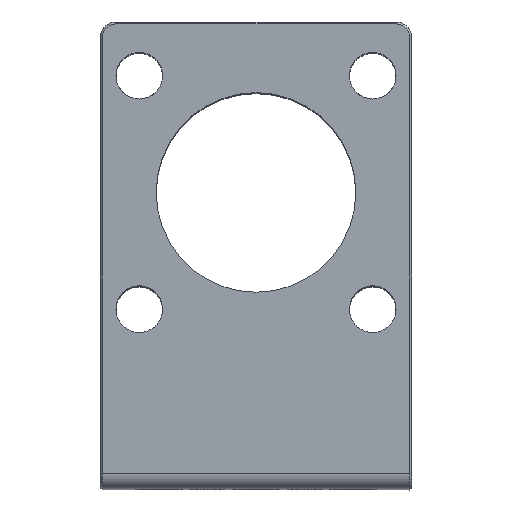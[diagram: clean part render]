
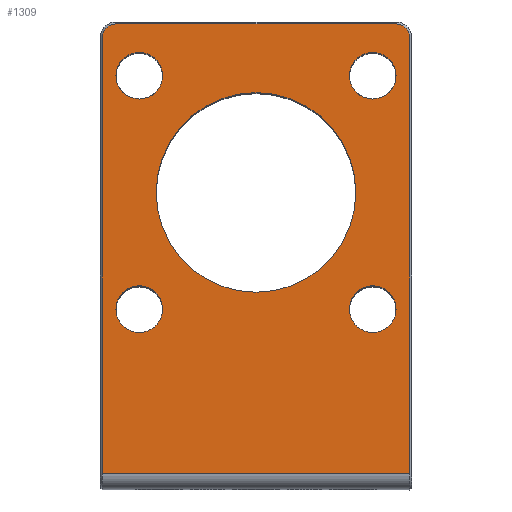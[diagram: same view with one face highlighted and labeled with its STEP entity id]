
A CAD part, top view. The second image highlights one B-rep face of the part: STEP entity #1309.
In plain terms, the highlighted planar face has unit normal (0, 0, 1).
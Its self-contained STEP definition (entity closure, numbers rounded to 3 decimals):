
#53 = LINE ( 'NONE', #1203, #3974 ) ;
#151 = VERTEX_POINT ( 'NONE', #2521 ) ;
#399 = VERTEX_POINT ( 'NONE', #6098 ) ;
#401 = DIRECTION ( 'NONE',  ( 1., 0., 0. ) ) ;
#411 = EDGE_CURVE ( 'NONE', #7278, #5690, #2125, .T. ) ;
#438 = DIRECTION ( 'NONE',  ( 0., 1., 0. ) ) ;
#455 = DIRECTION ( 'NONE',  ( 1., 0., 0. ) ) ;
#567 = CARTESIAN_POINT ( 'NONE',  ( -15., 53.1, 40.64 ) ) ;
#599 = CARTESIAN_POINT ( 'NONE',  ( 20., 0., 40.64 ) ) ;
#742 = ORIENTED_EDGE ( 'NONE', *, *, #4564, .F. ) ;
#811 = ORIENTED_EDGE ( 'NONE', *, *, #5799, .F. ) ;
#829 = CIRCLE ( 'NONE', #1816, 3. ) ;
#865 = CIRCLE ( 'NONE', #5168, 1.75 ) ;
#896 = DIRECTION ( 'NONE',  ( -1., 0., 0. ) ) ;
#1016 = CARTESIAN_POINT ( 'NONE',  ( 19.75, 0., 40.64 ) ) ;
#1055 = DIRECTION ( 'NONE',  ( -1., 0., 0. ) ) ;
#1149 = CARTESIAN_POINT ( 'NONE',  ( 12.825, 38.1, 40.64 ) ) ;
#1178 = FACE_BOUND ( 'NONE', #6249, .T. ) ;
#1203 = CARTESIAN_POINT ( 'NONE',  ( 20., 2., 40.64 ) ) ;
#1283 = DIRECTION ( 'NONE',  ( 0., 0., -1. ) ) ;
#1309 = ADVANCED_FACE ( 'NONE', ( #6456, #4675, #7043, #5802, #1178, #3497 ), #5874, .F. ) ;
#1370 = EDGE_CURVE ( 'NONE', #4370, #4370, #2938, .T. ) ;
#1446 = EDGE_CURVE ( 'NONE', #5690, #5808, #865, .T. ) ;
#1457 = VECTOR ( 'NONE', #7416, 1000. ) ;
#1636 = DIRECTION ( 'NONE',  ( 0., 0., -1. ) ) ;
#1755 = DIRECTION ( 'NONE',  ( 1., 0., 0. ) ) ;
#1816 = AXIS2_PLACEMENT_3D ( 'NONE', #6323, #5732, #455 ) ;
#2023 = VERTEX_POINT ( 'NONE', #4953 ) ;
#2071 = CARTESIAN_POINT ( 'NONE',  ( -12., 23.1, 40.64 ) ) ;
#2107 = CARTESIAN_POINT ( 'NONE',  ( 15., 53.1, 40.64 ) ) ;
#2125 = LINE ( 'NONE', #2583, #4176 ) ;
#2137 = VERTEX_POINT ( 'NONE', #6077 ) ;
#2160 = LINE ( 'NONE', #6299, #5717 ) ;
#2228 = CIRCLE ( 'NONE', #2472, 3. ) ;
#2472 = AXIS2_PLACEMENT_3D ( 'NONE', #567, #2827, #1755 ) ;
#2497 = ORIENTED_EDGE ( 'NONE', *, *, #7019, .F. ) ;
#2521 = CARTESIAN_POINT ( 'NONE',  ( 18., 53.1, 40.64 ) ) ;
#2583 = CARTESIAN_POINT ( 'NONE',  ( 20., 59.75, 40.64 ) ) ;
#2651 = DIRECTION ( 'NONE',  ( 0., 0., 1. ) ) ;
#2663 = DIRECTION ( 'NONE',  ( 0., 0., 1. ) ) ;
#2738 = LINE ( 'NONE', #1016, #1457 ) ;
#2745 = AXIS2_PLACEMENT_3D ( 'NONE', #7424, #2663, #4981 ) ;
#2772 = DIRECTION ( 'NONE',  ( 1., 0., 0. ) ) ;
#2793 = CARTESIAN_POINT ( 'NONE',  ( 19.75, 58., 40.64 ) ) ;
#2827 = DIRECTION ( 'NONE',  ( 0., 0., 1. ) ) ;
#2890 = VERTEX_POINT ( 'NONE', #5829 ) ;
#2900 = EDGE_LOOP ( 'NONE', ( #7429 ) ) ;
#2938 = CIRCLE ( 'NONE', #5413, 3. ) ;
#3043 = EDGE_CURVE ( 'NONE', #2890, #7278, #3053, .T. ) ;
#3053 = CIRCLE ( 'NONE', #6145, 1.75 ) ;
#3309 = CIRCLE ( 'NONE', #5048, 3. ) ;
#3489 = DIRECTION ( 'NONE',  ( -1., 0., 0. ) ) ;
#3497 = FACE_OUTER_BOUND ( 'NONE', #4627, .T. ) ;
#3802 = CARTESIAN_POINT ( 'NONE',  ( 18., 58., 40.64 ) ) ;
#3974 = VECTOR ( 'NONE', #3489, 1000. ) ;
#4176 = VECTOR ( 'NONE', #401, 1000. ) ;
#4196 = CARTESIAN_POINT ( 'NONE',  ( -18., 58., 40.64 ) ) ;
#4370 = VERTEX_POINT ( 'NONE', #2071 ) ;
#4423 = DIRECTION ( 'NONE',  ( 0., 0., -1. ) ) ;
#4429 = ORIENTED_EDGE ( 'NONE', *, *, #1446, .F. ) ;
#4515 = ORIENTED_EDGE ( 'NONE', *, *, #6823, .F. ) ;
#4564 = EDGE_CURVE ( 'NONE', #151, #151, #3309, .T. ) ;
#4627 = EDGE_LOOP ( 'NONE', ( #4515, #4429, #6832, #5627, #5331, #2497 ) ) ;
#4675 = FACE_BOUND ( 'NONE', #2900, .T. ) ;
#4701 = EDGE_LOOP ( 'NONE', ( #742 ) ) ;
#4953 = CARTESIAN_POINT ( 'NONE',  ( -12., 53.1, 40.64 ) ) ;
#4981 = DIRECTION ( 'NONE',  ( 1., 0., 0. ) ) ;
#4991 = DIRECTION ( 'NONE',  ( 0., 0., 1. ) ) ;
#5048 = AXIS2_PLACEMENT_3D ( 'NONE', #2107, #4991, #7321 ) ;
#5168 = AXIS2_PLACEMENT_3D ( 'NONE', #3802, #4423, #896 ) ;
#5176 = EDGE_CURVE ( 'NONE', #2023, #2023, #2228, .T. ) ;
#5306 = VERTEX_POINT ( 'NONE', #1149 ) ;
#5331 = ORIENTED_EDGE ( 'NONE', *, *, #6925, .F. ) ;
#5413 = AXIS2_PLACEMENT_3D ( 'NONE', #6332, #2651, #2772 ) ;
#5627 = ORIENTED_EDGE ( 'NONE', *, *, #3043, .F. ) ;
#5690 = VERTEX_POINT ( 'NONE', #7178 ) ;
#5717 = VECTOR ( 'NONE', #438, 1000. ) ;
#5732 = DIRECTION ( 'NONE',  ( 0., 0., 1. ) ) ;
#5799 = EDGE_CURVE ( 'NONE', #7431, #7431, #829, .T. ) ;
#5802 = FACE_BOUND ( 'NONE', #5951, .T. ) ;
#5808 = VERTEX_POINT ( 'NONE', #2793 ) ;
#5829 = CARTESIAN_POINT ( 'NONE',  ( -19.75, 58., 40.64 ) ) ;
#5833 = ORIENTED_EDGE ( 'NONE', *, *, #1370, .F. ) ;
#5874 = PLANE ( 'NONE',  #6031 ) ;
#5951 = EDGE_LOOP ( 'NONE', ( #811 ) ) ;
#5985 = DIRECTION ( 'NONE',  ( -1., 0., 0. ) ) ;
#6031 = AXIS2_PLACEMENT_3D ( 'NONE', #599, #1636, #1055 ) ;
#6077 = CARTESIAN_POINT ( 'NONE',  ( 19.75, 2., 40.64 ) ) ;
#6098 = CARTESIAN_POINT ( 'NONE',  ( -19.75, 2., 40.64 ) ) ;
#6145 = AXIS2_PLACEMENT_3D ( 'NONE', #4196, #1283, #5985 ) ;
#6249 = EDGE_LOOP ( 'NONE', ( #5833 ) ) ;
#6299 = CARTESIAN_POINT ( 'NONE',  ( -19.75, 0., 40.64 ) ) ;
#6323 = CARTESIAN_POINT ( 'NONE',  ( 15., 23.1, 40.64 ) ) ;
#6332 = CARTESIAN_POINT ( 'NONE',  ( -15., 23.1, 40.64 ) ) ;
#6456 = FACE_BOUND ( 'NONE', #6915, .T. ) ;
#6485 = ORIENTED_EDGE ( 'NONE', *, *, #7345, .F. ) ;
#6498 = CARTESIAN_POINT ( 'NONE',  ( -18., 59.75, 40.64 ) ) ;
#6735 = CARTESIAN_POINT ( 'NONE',  ( 18., 23.1, 40.64 ) ) ;
#6823 = EDGE_CURVE ( 'NONE', #5808, #2137, #2738, .T. ) ;
#6832 = ORIENTED_EDGE ( 'NONE', *, *, #411, .F. ) ;
#6915 = EDGE_LOOP ( 'NONE', ( #6485 ) ) ;
#6925 = EDGE_CURVE ( 'NONE', #399, #2890, #2160, .T. ) ;
#7019 = EDGE_CURVE ( 'NONE', #2137, #399, #53, .T. ) ;
#7043 = FACE_BOUND ( 'NONE', #4701, .T. ) ;
#7178 = CARTESIAN_POINT ( 'NONE',  ( 18., 59.75, 40.64 ) ) ;
#7278 = VERTEX_POINT ( 'NONE', #6498 ) ;
#7321 = DIRECTION ( 'NONE',  ( 1., 0., 0. ) ) ;
#7345 = EDGE_CURVE ( 'NONE', #5306, #5306, #7433, .T. ) ;
#7416 = DIRECTION ( 'NONE',  ( 0., -1., 0. ) ) ;
#7424 = CARTESIAN_POINT ( 'NONE',  ( 0., 38.1, 40.64 ) ) ;
#7429 = ORIENTED_EDGE ( 'NONE', *, *, #5176, .F. ) ;
#7431 = VERTEX_POINT ( 'NONE', #6735 ) ;
#7433 = CIRCLE ( 'NONE', #2745, 12.825 ) ;
